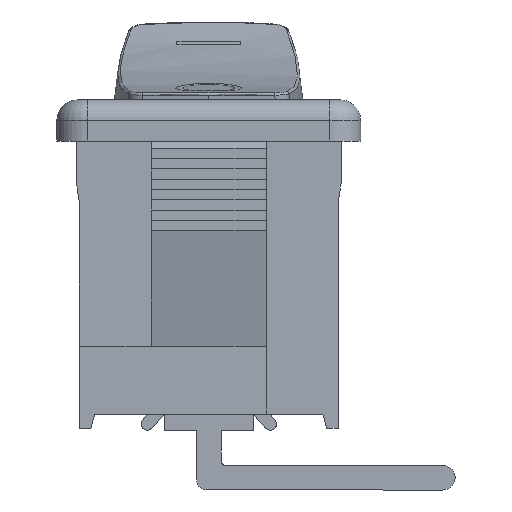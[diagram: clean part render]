
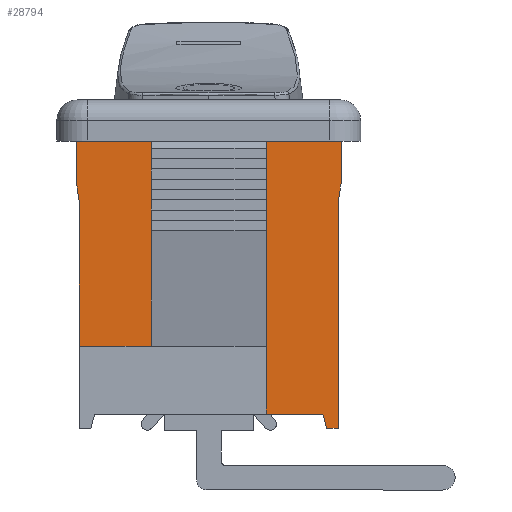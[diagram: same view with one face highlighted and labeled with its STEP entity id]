
A CAD part, left-side view. The second image highlights one B-rep face of the part: STEP entity #28794.
In plain terms, the highlighted planar face has unit normal (-1, 0, 0).
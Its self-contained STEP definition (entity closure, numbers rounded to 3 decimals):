
#229 = DIRECTION ( 'NONE',  ( 0., -1., 0. ) ) ;
#342 = PLANE ( 'NONE',  #18820 ) ;
#1123 = ORIENTED_EDGE ( 'NONE', *, *, #24630, .F. ) ;
#1195 = CARTESIAN_POINT ( 'NONE',  ( -8.55, -2.8, 0.7 ) ) ;
#1568 = EDGE_CURVE ( 'NONE', #2113, #16107, #7235, .T. ) ;
#1603 = EDGE_CURVE ( 'NONE', #20373, #2205, #5163, .T. ) ;
#1694 = ORIENTED_EDGE ( 'NONE', *, *, #8848, .T. ) ;
#1823 = EDGE_CURVE ( 'NONE', #19966, #15649, #10523, .T. ) ;
#2113 = VERTEX_POINT ( 'NONE', #21729 ) ;
#2205 = VERTEX_POINT ( 'NONE', #24606 ) ;
#2457 = CARTESIAN_POINT ( 'NONE',  ( -8.55, 0., 14. ) ) ;
#2536 = DIRECTION ( 'NONE',  ( 0., -1., 0. ) ) ;
#2555 = VERTEX_POINT ( 'NONE', #28574 ) ;
#2692 = DIRECTION ( 'NONE',  ( -1., 0., 0. ) ) ;
#3028 = CARTESIAN_POINT ( 'NONE',  ( -8.55, -5.562, 0.7 ) ) ;
#3486 = VECTOR ( 'NONE', #7345, 1000. ) ;
#3932 = VECTOR ( 'NONE', #6836, 1000. ) ;
#4044 = CARTESIAN_POINT ( 'NONE',  ( -8.55, -6.3, 0. ) ) ;
#4506 = VECTOR ( 'NONE', #5088, 1000. ) ;
#4846 = ORIENTED_EDGE ( 'NONE', *, *, #28656, .T. ) ;
#5088 = DIRECTION ( 'NONE',  ( 0., 0., 1. ) ) ;
#5139 = CARTESIAN_POINT ( 'NONE',  ( -8.55, -2.8, 0. ) ) ;
#5163 = LINE ( 'NONE', #21161, #22199 ) ;
#5544 = DIRECTION ( 'NONE',  ( 0., -1., 0. ) ) ;
#6671 = LINE ( 'NONE', #17267, #11261 ) ;
#6699 = ORIENTED_EDGE ( 'NONE', *, *, #20219, .T. ) ;
#6836 = DIRECTION ( 'NONE',  ( 0., -1., 0. ) ) ;
#6862 = CARTESIAN_POINT ( 'NONE',  ( -8.55, 6.45, 11.964 ) ) ;
#7235 = LINE ( 'NONE', #29878, #29312 ) ;
#7345 = DIRECTION ( 'NONE',  ( 0., 0., 1. ) ) ;
#7934 = DIRECTION ( 'NONE',  ( 0., 1., 0. ) ) ;
#7989 = LINE ( 'NONE', #4044, #10883 ) ;
#8188 = EDGE_CURVE ( 'NONE', #14027, #27143, #7989, .T. ) ;
#8590 = VECTOR ( 'NONE', #19565, 1000. ) ;
#8601 = CARTESIAN_POINT ( 'NONE',  ( -8.55, 0., 0. ) ) ;
#8603 = DIRECTION ( 'NONE',  ( 0., -0.259, -0.966 ) ) ;
#8848 = EDGE_CURVE ( 'NONE', #2555, #19966, #6671, .T. ) ;
#9054 = CARTESIAN_POINT ( 'NONE',  ( -8.55, 6.3, 11. ) ) ;
#9323 = ORIENTED_EDGE ( 'NONE', *, *, #8188, .T. ) ;
#10186 = LINE ( 'NONE', #8601, #3932 ) ;
#10523 = LINE ( 'NONE', #25925, #21350 ) ;
#10633 = CARTESIAN_POINT ( 'NONE',  ( -8.55, -6.3, 11. ) ) ;
#10662 = CARTESIAN_POINT ( 'NONE',  ( -8.55, 6.45, 14. ) ) ;
#10883 = VECTOR ( 'NONE', #27661, 1000. ) ;
#11261 = VECTOR ( 'NONE', #22836, 1000. ) ;
#11319 = ORIENTED_EDGE ( 'NONE', *, *, #11358, .T. ) ;
#11358 = EDGE_CURVE ( 'NONE', #16717, #2113, #32736, .T. ) ;
#11555 = VERTEX_POINT ( 'NONE', #1195 ) ;
#12208 = VERTEX_POINT ( 'NONE', #6862 ) ;
#12352 = VECTOR ( 'NONE', #5544, 1000. ) ;
#12652 = EDGE_CURVE ( 'NONE', #2205, #14027, #10186, .T. ) ;
#13574 = VECTOR ( 'NONE', #18149, 1000. ) ;
#14027 = VERTEX_POINT ( 'NONE', #29242 ) ;
#14386 = DIRECTION ( 'NONE',  ( 0., -0.154, 0.988 ) ) ;
#15145 = ORIENTED_EDGE ( 'NONE', *, *, #32561, .T. ) ;
#15496 = DIRECTION ( 'NONE',  ( 0., 1., 0. ) ) ;
#15649 = VERTEX_POINT ( 'NONE', #10662 ) ;
#16107 = VERTEX_POINT ( 'NONE', #24443 ) ;
#16717 = VERTEX_POINT ( 'NONE', #24064 ) ;
#16816 = CARTESIAN_POINT ( 'NONE',  ( -8.55, -6.3, 11. ) ) ;
#17182 = LINE ( 'NONE', #28331, #20945 ) ;
#17267 = CARTESIAN_POINT ( 'NONE',  ( -8.55, -6.3, 14. ) ) ;
#17347 = CARTESIAN_POINT ( 'NONE',  ( -8.55, 2.8, 14. ) ) ;
#17743 = DIRECTION ( 'NONE',  ( 0., 0., -1. ) ) ;
#18149 = DIRECTION ( 'NONE',  ( 0., 0., -1. ) ) ;
#18258 = EDGE_CURVE ( 'NONE', #22640, #21854, #30286, .T. ) ;
#18467 = LINE ( 'NONE', #16816, #33859 ) ;
#18820 = AXIS2_PLACEMENT_3D ( 'NONE', #26999, #2692, #229 ) ;
#19565 = DIRECTION ( 'NONE',  ( 0., -1., 0. ) ) ;
#19966 = VERTEX_POINT ( 'NONE', #17347 ) ;
#20219 = EDGE_CURVE ( 'NONE', #16107, #11555, #32270, .T. ) ;
#20373 = VERTEX_POINT ( 'NONE', #3028 ) ;
#20945 = VECTOR ( 'NONE', #17743, 1000. ) ;
#21127 = ORIENTED_EDGE ( 'NONE', *, *, #26143, .F. ) ;
#21161 = CARTESIAN_POINT ( 'NONE',  ( -8.55, -5.562, 0.7 ) ) ;
#21350 = VECTOR ( 'NONE', #15496, 1000. ) ;
#21527 = EDGE_CURVE ( 'NONE', #15649, #12208, #17182, .T. ) ;
#21729 = CARTESIAN_POINT ( 'NONE',  ( -8.55, 2.8, 4. ) ) ;
#21854 = VERTEX_POINT ( 'NONE', #30840 ) ;
#22139 = CARTESIAN_POINT ( 'NONE',  ( -8.55, -6.3, 0.7 ) ) ;
#22199 = VECTOR ( 'NONE', #8603, 1000. ) ;
#22446 = VECTOR ( 'NONE', #7934, 1000. ) ;
#22561 = ORIENTED_EDGE ( 'NONE', *, *, #1568, .T. ) ;
#22640 = VERTEX_POINT ( 'NONE', #24029 ) ;
#22836 = DIRECTION ( 'NONE',  ( 0., 1., 0. ) ) ;
#22883 = FACE_OUTER_BOUND ( 'NONE', #31806, .T. ) ;
#22906 = ORIENTED_EDGE ( 'NONE', *, *, #1603, .T. ) ;
#23400 = EDGE_CURVE ( 'NONE', #11555, #20373, #24767, .T. ) ;
#23812 = LINE ( 'NONE', #32793, #30440 ) ;
#23884 = LINE ( 'NONE', #28617, #3486 ) ;
#24010 = CARTESIAN_POINT ( 'NONE',  ( -8.55, -6.3, 4. ) ) ;
#24029 = CARTESIAN_POINT ( 'NONE',  ( -8.55, -6.45, 11.964 ) ) ;
#24064 = CARTESIAN_POINT ( 'NONE',  ( -8.55, 6.3, 4. ) ) ;
#24443 = CARTESIAN_POINT ( 'NONE',  ( -8.55, -2.8, 4. ) ) ;
#24604 = ORIENTED_EDGE ( 'NONE', *, *, #1823, .T. ) ;
#24606 = CARTESIAN_POINT ( 'NONE',  ( -8.55, -5.75, 0. ) ) ;
#24630 = EDGE_CURVE ( 'NONE', #16717, #27996, #23884, .T. ) ;
#24767 = LINE ( 'NONE', #22139, #8590 ) ;
#25925 = CARTESIAN_POINT ( 'NONE',  ( -8.55, 0., 14. ) ) ;
#26132 = CARTESIAN_POINT ( 'NONE',  ( -8.55, -6.45, 0. ) ) ;
#26143 = EDGE_CURVE ( 'NONE', #27996, #12208, #23812, .T. ) ;
#26999 = CARTESIAN_POINT ( 'NONE',  ( -8.55, -6.3, 0. ) ) ;
#27143 = VERTEX_POINT ( 'NONE', #10633 ) ;
#27661 = DIRECTION ( 'NONE',  ( 0., 0., 1. ) ) ;
#27785 = ORIENTED_EDGE ( 'NONE', *, *, #23400, .T. ) ;
#27996 = VERTEX_POINT ( 'NONE', #9054 ) ;
#28331 = CARTESIAN_POINT ( 'NONE',  ( -8.55, 6.45, 0. ) ) ;
#28574 = CARTESIAN_POINT ( 'NONE',  ( -8.55, -2.8, 14. ) ) ;
#28617 = CARTESIAN_POINT ( 'NONE',  ( -8.55, 6.3, 0. ) ) ;
#28656 = EDGE_CURVE ( 'NONE', #21854, #2555, #29978, .T. ) ;
#28794 = ADVANCED_FACE ( 'NONE', ( #22883 ), #342, .T. ) ;
#29242 = CARTESIAN_POINT ( 'NONE',  ( -8.55, -6.3, 0. ) ) ;
#29312 = VECTOR ( 'NONE', #2536, 1000. ) ;
#29401 = ORIENTED_EDGE ( 'NONE', *, *, #18258, .T. ) ;
#29685 = DIRECTION ( 'NONE',  ( 0., 0.154, 0.988 ) ) ;
#29878 = CARTESIAN_POINT ( 'NONE',  ( -8.55, -6.3, 4. ) ) ;
#29978 = LINE ( 'NONE', #2457, #22446 ) ;
#30286 = LINE ( 'NONE', #26132, #4506 ) ;
#30440 = VECTOR ( 'NONE', #29685, 1000. ) ;
#30557 = ORIENTED_EDGE ( 'NONE', *, *, #12652, .T. ) ;
#30840 = CARTESIAN_POINT ( 'NONE',  ( -8.55, -6.45, 14. ) ) ;
#31583 = ORIENTED_EDGE ( 'NONE', *, *, #21527, .T. ) ;
#31806 = EDGE_LOOP ( 'NONE', ( #22561, #6699, #27785, #22906, #30557, #9323, #15145, #29401, #4846, #1694, #24604, #31583, #21127, #1123, #11319 ) ) ;
#32270 = LINE ( 'NONE', #5139, #13574 ) ;
#32561 = EDGE_CURVE ( 'NONE', #27143, #22640, #18467, .T. ) ;
#32736 = LINE ( 'NONE', #24010, #12352 ) ;
#32793 = CARTESIAN_POINT ( 'NONE',  ( -8.55, 6.45, 11.964 ) ) ;
#33859 = VECTOR ( 'NONE', #14386, 1000. ) ;
